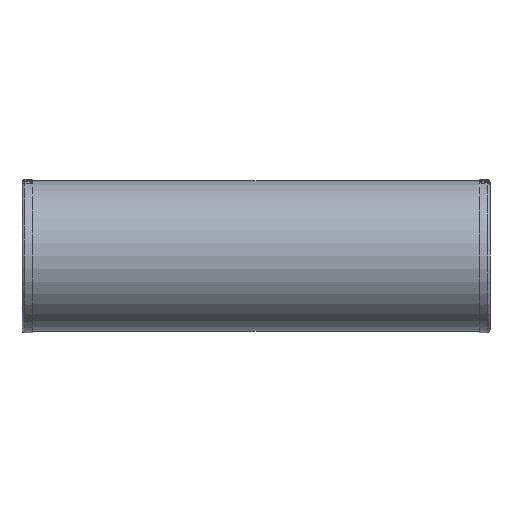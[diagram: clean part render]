
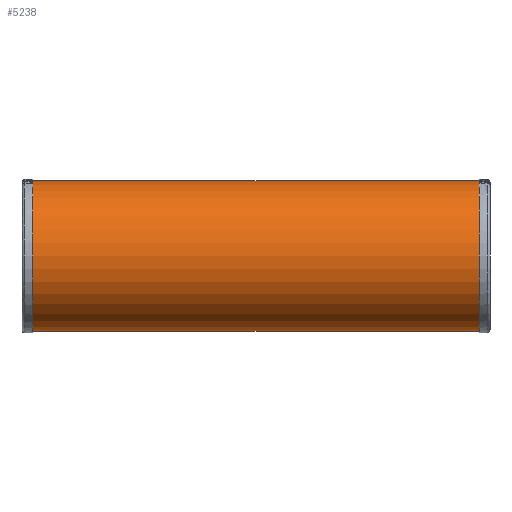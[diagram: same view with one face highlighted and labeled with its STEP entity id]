
A CAD part, front view. The second image highlights one B-rep face of the part: STEP entity #5238.
In plain terms, the highlighted cylindrical face has radius 39.726 mm (diameter 79.451 mm), a full revolution.
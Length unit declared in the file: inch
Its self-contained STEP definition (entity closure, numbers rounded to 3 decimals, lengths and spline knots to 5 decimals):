
#37=CYLINDRICAL_SURFACE('',#5498,1.564);
#526=LINE('',#12433,#850);
#850=VECTOR('',#6308,1.564);
#1214=FACE_OUTER_BOUND('',#1493,.T.);
#1493=EDGE_LOOP('',(#4948,#4949,#4950,#4951,#4952,#4953));
#1981=CIRCLE('',#5496,1.564);
#1982=CIRCLE('',#5497,1.564);
#1983=CIRCLE('',#5499,1.564);
#1984=CIRCLE('',#5500,1.564);
#2525=VERTEX_POINT('',#12424);
#2526=VERTEX_POINT('',#12425);
#2527=VERTEX_POINT('',#12429);
#2528=VERTEX_POINT('',#12430);
#3336=EDGE_CURVE('',#2525,#2526,#1981,.T.);
#3337=EDGE_CURVE('',#2526,#2525,#1982,.T.);
#3338=EDGE_CURVE('',#2527,#2528,#1983,.T.);
#3339=EDGE_CURVE('',#2528,#2527,#1984,.T.);
#3340=EDGE_CURVE('',#2528,#2526,#526,.T.);
#4948=ORIENTED_EDGE('',*,*,#3338,.F.);
#4949=ORIENTED_EDGE('',*,*,#3339,.F.);
#4950=ORIENTED_EDGE('',*,*,#3340,.T.);
#4951=ORIENTED_EDGE('',*,*,#3337,.T.);
#4952=ORIENTED_EDGE('',*,*,#3336,.T.);
#4953=ORIENTED_EDGE('',*,*,#3340,.F.);
#5238=ADVANCED_FACE('',(#1214),#37,.T.);
#5496=AXIS2_PLACEMENT_3D('',#12426,#6298,#6299);
#5497=AXIS2_PLACEMENT_3D('',#12427,#6300,#6301);
#5498=AXIS2_PLACEMENT_3D('',#12428,#6302,#6303);
#5499=AXIS2_PLACEMENT_3D('',#12431,#6304,#6305);
#5500=AXIS2_PLACEMENT_3D('',#12432,#6306,#6307);
#6298=DIRECTION('center_axis',(1.,0.,0.));
#6299=DIRECTION('ref_axis',(0.,1.,0.));
#6300=DIRECTION('center_axis',(1.,0.,0.));
#6301=DIRECTION('ref_axis',(0.,1.,0.));
#6302=DIRECTION('center_axis',(1.,0.,0.));
#6303=DIRECTION('ref_axis',(0.,1.,0.));
#6304=DIRECTION('center_axis',(1.,0.,0.));
#6305=DIRECTION('ref_axis',(0.,1.,0.));
#6306=DIRECTION('center_axis',(1.,0.,0.));
#6307=DIRECTION('ref_axis',(0.,1.,0.));
#6308=DIRECTION('',(-1.,0.,0.));
#12424=CARTESIAN_POINT('',(0.21875,1.564,0.));
#12425=CARTESIAN_POINT('',(0.21875,-1.564,0.));
#12426=CARTESIAN_POINT('Origin',(0.21875,0.,0.));
#12427=CARTESIAN_POINT('Origin',(0.21875,0.,0.));
#12428=CARTESIAN_POINT('Origin',(4.86,0.,0.));
#12429=CARTESIAN_POINT('',(9.50125,1.564,0.));
#12430=CARTESIAN_POINT('',(9.50125,-1.564,0.));
#12431=CARTESIAN_POINT('Origin',(9.50125,0.,0.));
#12432=CARTESIAN_POINT('Origin',(9.50125,0.,0.));
#12433=CARTESIAN_POINT('',(4.86,-1.564,0.));
